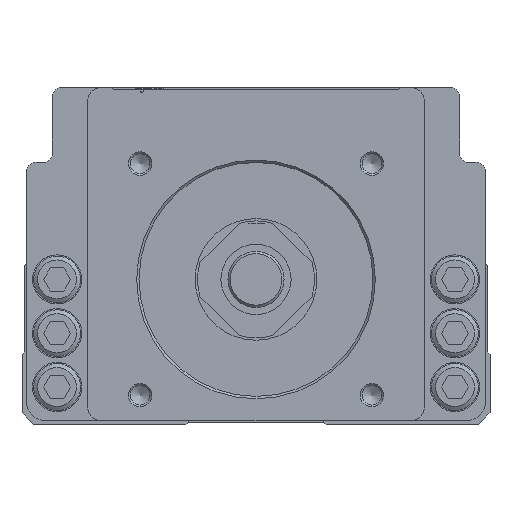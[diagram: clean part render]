
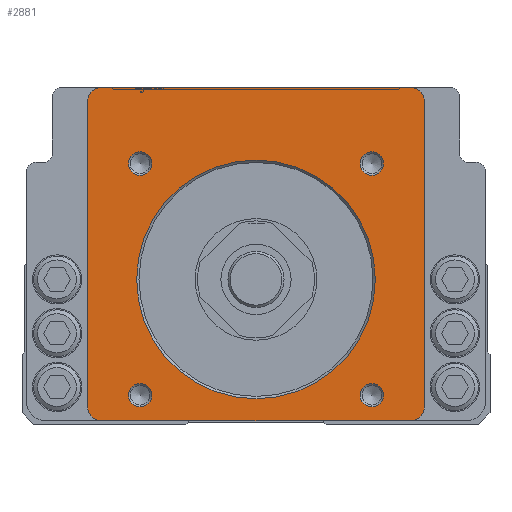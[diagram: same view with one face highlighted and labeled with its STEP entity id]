
A CAD part, front view. The second image highlights one B-rep face of the part: STEP entity #2881.
In plain terms, the highlighted planar face has unit normal (0, -1, 0).
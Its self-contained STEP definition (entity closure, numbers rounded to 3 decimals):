
#1093=FACE_BOUND('',#5890,.T.);
#1094=FACE_BOUND('',#5891,.T.);
#1095=FACE_BOUND('',#5892,.T.);
#1096=FACE_BOUND('',#5893,.T.);
#1097=FACE_BOUND('',#5894,.T.);
#1098=FACE_BOUND('',#5895,.T.);
#1698=CIRCLE('',#20855,25.5);
#1805=CIRCLE('',#21264,3.);
#1807=CIRCLE('',#21267,3.);
#1835=CIRCLE('',#21324,2.5);
#1838=CIRCLE('',#21330,2.5);
#1841=CIRCLE('',#21336,2.5);
#1844=CIRCLE('',#21342,2.5);
#1847=CIRCLE('',#21349,3.);
#1848=CIRCLE('',#21350,3.);
#2881=ADVANCED_FACE('',(#1093,#1094,#1095,#1096,#1097,#1098),#3811,.T.);
#3811=PLANE('',#21351);
#5890=EDGE_LOOP('',(#10337));
#5891=EDGE_LOOP('',(#10338));
#5892=EDGE_LOOP('',(#10339));
#5893=EDGE_LOOP('',(#10340));
#5894=EDGE_LOOP('',(#10341));
#5895=EDGE_LOOP('',(#10342,#10343,#10344,#10345,#10346,#10347,#10348,#10349));
#10337=ORIENTED_EDGE('',*,*,#14817,.T.);
#10338=ORIENTED_EDGE('',*,*,#15646,.T.);
#10339=ORIENTED_EDGE('',*,*,#15649,.T.);
#10340=ORIENTED_EDGE('',*,*,#15652,.T.);
#10341=ORIENTED_EDGE('',*,*,#15655,.T.);
#10342=ORIENTED_EDGE('',*,*,#15658,.T.);
#10343=ORIENTED_EDGE('',*,*,#15556,.T.);
#10344=ORIENTED_EDGE('',*,*,#15659,.T.);
#10345=ORIENTED_EDGE('',*,*,#15660,.T.);
#10346=ORIENTED_EDGE('',*,*,#15661,.T.);
#10347=ORIENTED_EDGE('',*,*,#15662,.T.);
#10348=ORIENTED_EDGE('',*,*,#15663,.T.);
#10349=ORIENTED_EDGE('',*,*,#15552,.T.);
#12577=VERTEX_POINT('',#30386);
#13089=VERTEX_POINT('',#32516);
#13090=VERTEX_POINT('',#32518);
#13093=VERTEX_POINT('',#32525);
#13094=VERTEX_POINT('',#32527);
#13166=VERTEX_POINT('',#32779);
#13170=VERTEX_POINT('',#32789);
#13174=VERTEX_POINT('',#32799);
#13178=VERTEX_POINT('',#32809);
#13182=VERTEX_POINT('',#32821);
#13183=VERTEX_POINT('',#32823);
#13184=VERTEX_POINT('',#32825);
#13185=VERTEX_POINT('',#32827);
#14817=EDGE_CURVE('',#12577,#12577,#1698,.T.);
#15552=EDGE_CURVE('',#13090,#13089,#1805,.T.);
#15556=EDGE_CURVE('',#13094,#13093,#1807,.T.);
#15646=EDGE_CURVE('',#13166,#13166,#1835,.T.);
#15649=EDGE_CURVE('',#13170,#13170,#1838,.T.);
#15652=EDGE_CURVE('',#13174,#13174,#1841,.T.);
#15655=EDGE_CURVE('',#13178,#13178,#1844,.T.);
#15658=EDGE_CURVE('',#13089,#13094,#17797,.T.);
#15659=EDGE_CURVE('',#13093,#13182,#17798,.T.);
#15660=EDGE_CURVE('',#13182,#13183,#1847,.T.);
#15661=EDGE_CURVE('',#13183,#13184,#17799,.T.);
#15662=EDGE_CURVE('',#13184,#13185,#1848,.T.);
#15663=EDGE_CURVE('',#13185,#13090,#17800,.T.);
#17797=LINE('',#32819,#19746);
#17798=LINE('',#32820,#19747);
#17799=LINE('',#32824,#19748);
#17800=LINE('',#32828,#19749);
#19746=VECTOR('',#25997,1.);
#19747=VECTOR('',#25998,1.);
#19748=VECTOR('',#26001,1.);
#19749=VECTOR('',#26004,1.);
#20855=AXIS2_PLACEMENT_3D('',#30385,#24352,#24353);
#21264=AXIS2_PLACEMENT_3D('',#32517,#25774,#25775);
#21267=AXIS2_PLACEMENT_3D('',#32526,#25782,#25783);
#21324=AXIS2_PLACEMENT_3D('',#32778,#25947,#25948);
#21330=AXIS2_PLACEMENT_3D('',#32788,#25959,#25960);
#21336=AXIS2_PLACEMENT_3D('',#32798,#25971,#25972);
#21342=AXIS2_PLACEMENT_3D('',#32808,#25983,#25984);
#21349=AXIS2_PLACEMENT_3D('',#32822,#25999,#26000);
#21350=AXIS2_PLACEMENT_3D('',#32826,#26002,#26003);
#21351=AXIS2_PLACEMENT_3D('',#32829,#26005,#26006);
#24352=DIRECTION('',(0.,1.,0.));
#24353=DIRECTION('',(0.,0.,-1.));
#25774=DIRECTION('',(0.,-1.,0.));
#25775=DIRECTION('',(0.,0.,-1.));
#25782=DIRECTION('',(0.,-1.,0.));
#25783=DIRECTION('',(0.,0.,-1.));
#25947=DIRECTION('',(0.,1.,0.));
#25948=DIRECTION('',(0.,0.,-1.));
#25959=DIRECTION('',(0.,1.,0.));
#25960=DIRECTION('',(0.,0.,-1.));
#25971=DIRECTION('',(0.,1.,0.));
#25972=DIRECTION('',(0.,0.,-1.));
#25983=DIRECTION('',(0.,1.,0.));
#25984=DIRECTION('',(0.,0.,-1.));
#25997=DIRECTION('',(1.,0.,0.));
#25998=DIRECTION('',(0.,0.,1.));
#25999=DIRECTION('',(0.,-1.,0.));
#26000=DIRECTION('',(0.,0.,-1.));
#26001=DIRECTION('',(-1.,0.,0.));
#26002=DIRECTION('',(0.,-1.,0.));
#26003=DIRECTION('',(0.,0.,-1.));
#26004=DIRECTION('',(0.,0.,-1.));
#26005=DIRECTION('',(0.,-1.,0.));
#26006=DIRECTION('',(0.,0.,1.));
#30385=CARTESIAN_POINT('',(0.,-299.9,-24.));
#30386=CARTESIAN_POINT('',(0.,-299.9,-49.5));
#32516=CARTESIAN_POINT('',(-33.,-299.9,-54.2));
#32517=CARTESIAN_POINT('',(-33.,-299.9,-51.2));
#32518=CARTESIAN_POINT('',(-36.,-299.9,-51.2));
#32525=CARTESIAN_POINT('',(36.,-299.9,-51.2));
#32526=CARTESIAN_POINT('',(33.,-299.9,-51.2));
#32527=CARTESIAN_POINT('',(33.,-299.9,-54.2));
#32778=CARTESIAN_POINT('',(-24.749,-299.9,-48.749));
#32779=CARTESIAN_POINT('',(-24.749,-299.9,-51.249));
#32788=CARTESIAN_POINT('',(-24.749,-299.9,0.749));
#32789=CARTESIAN_POINT('',(-24.749,-299.9,-1.751));
#32798=CARTESIAN_POINT('',(24.749,-299.9,0.749));
#32799=CARTESIAN_POINT('',(24.749,-299.9,-1.751));
#32808=CARTESIAN_POINT('',(24.749,-299.9,-48.749));
#32809=CARTESIAN_POINT('',(24.749,-299.9,-51.249));
#32819=CARTESIAN_POINT('',(-49.,-299.9,-54.2));
#32820=CARTESIAN_POINT('',(36.,-299.9,-54.5));
#32821=CARTESIAN_POINT('',(36.,-299.9,14.));
#32822=CARTESIAN_POINT('',(33.,-299.9,14.));
#32823=CARTESIAN_POINT('',(33.,-299.9,17.));
#32824=CARTESIAN_POINT('',(33.,-299.9,17.));
#32825=CARTESIAN_POINT('',(-33.,-299.9,17.));
#32826=CARTESIAN_POINT('',(-33.,-299.9,14.));
#32827=CARTESIAN_POINT('',(-36.,-299.9,14.));
#32828=CARTESIAN_POINT('',(-36.,-299.9,12.));
#32829=CARTESIAN_POINT('',(-33.,-299.9,12.));
